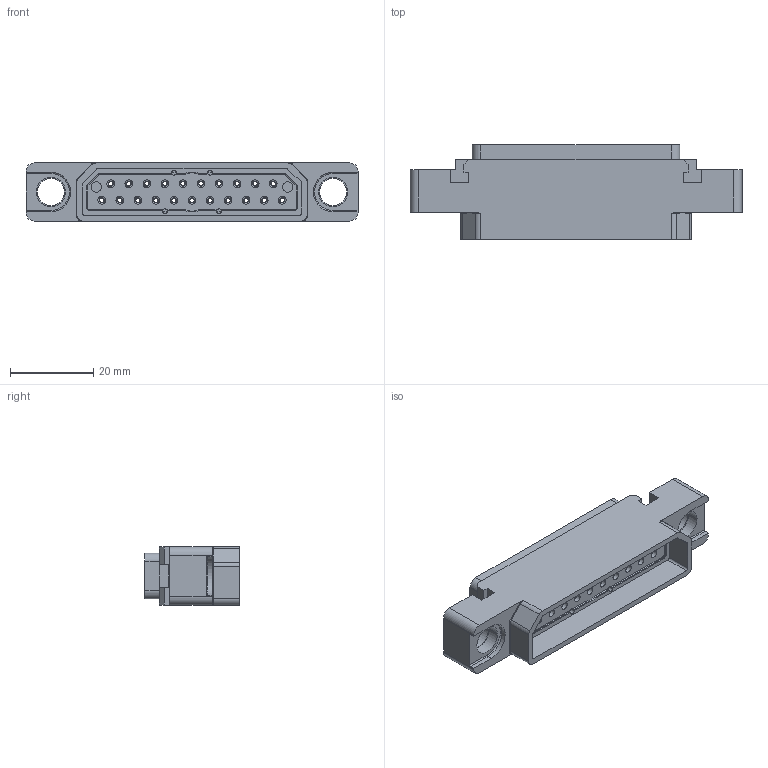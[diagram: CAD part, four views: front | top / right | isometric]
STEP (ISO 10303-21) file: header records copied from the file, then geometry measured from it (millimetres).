
FILE_DESCRIPTION((''),'2;1');
FILE_NAME('1900ND04P1X00C','2019-10-29T',('presta_be4'),(''),'CREO PARAMETRIC BY PTC INC, 2018360','CREO PARAMETRIC BY PTC INC, 2018360','');
FILE_SCHEMA(('CONFIG_CONTROL_DESIGN'));
Length unit declared in the file: millimetre
Products named in the file (1): 1900ND04P1X00C
Bounding box: 80 x 22.76 x 14 mm (x, y, z)
Volume: 10810.3 mm3; surface area: 10804 mm2
Topology: 1 solids, 1 shells, 1480 faces, 3289 edges, 1882 vertices
Faces by surface type: torus 520, cylinder 462, plane 272, cone 214, bspline 12
Entity records: 41357 total; most frequent: DIRECTION 8155, CARTESIAN_POINT 7181, ORIENTED_EDGE 6578, AXIS2_PLACEMENT_3D 3464, EDGE_CURVE 3289, CIRCLE 1996, VERTEX_POINT 1882, EDGE_LOOP 1649
